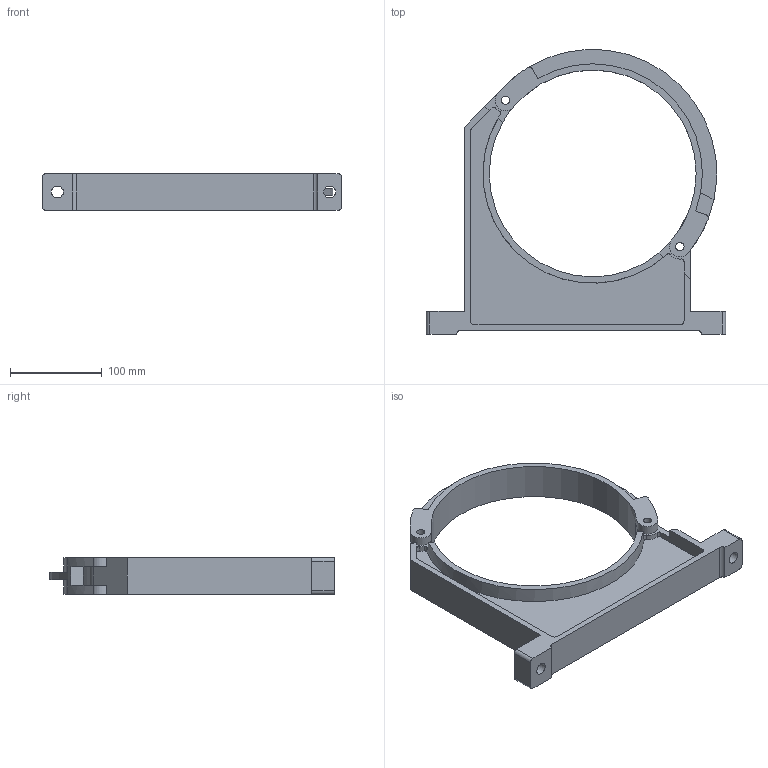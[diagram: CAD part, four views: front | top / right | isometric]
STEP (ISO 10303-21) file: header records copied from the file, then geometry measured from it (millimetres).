
FILE_DESCRIPTION( ( 'STEP AP214' ), ' ' );
FILE_NAME( '5.26.225.stp', '2015-08-26T12:03:05', ( '' ), ( '' ), ' ', 'PARTsolutions', ' ' );
FILE_SCHEMA( ( 'AUTOMOTIVE_DESIGN { 1 0 10303 214 1 1 1 1 }' ) );
Length unit declared in the file: millimetre
Products named in the file (1): _5.26.225
Bounding box: 325.6 x 309.81 x 40 mm (x, y, z)
Volume: 642833.3 mm3; surface area: 180801.3 mm2
Topology: 1 solids, 1 shells, 105 faces, 301 edges, 196 vertices
Faces by surface type: plane 56, cylinder 49
Full cylindrical faces by diameter (mm): 9 x2, 13 x2
Entity records: 4303 total; most frequent: DIRECTION 629, CARTESIAN_POINT 595, ORIENTED_EDGE 590, EDGE_CURVE 295, AXIS2_PLACEMENT_3D 228, VERTEX_POINT 194, LINE 173, VECTOR 173
